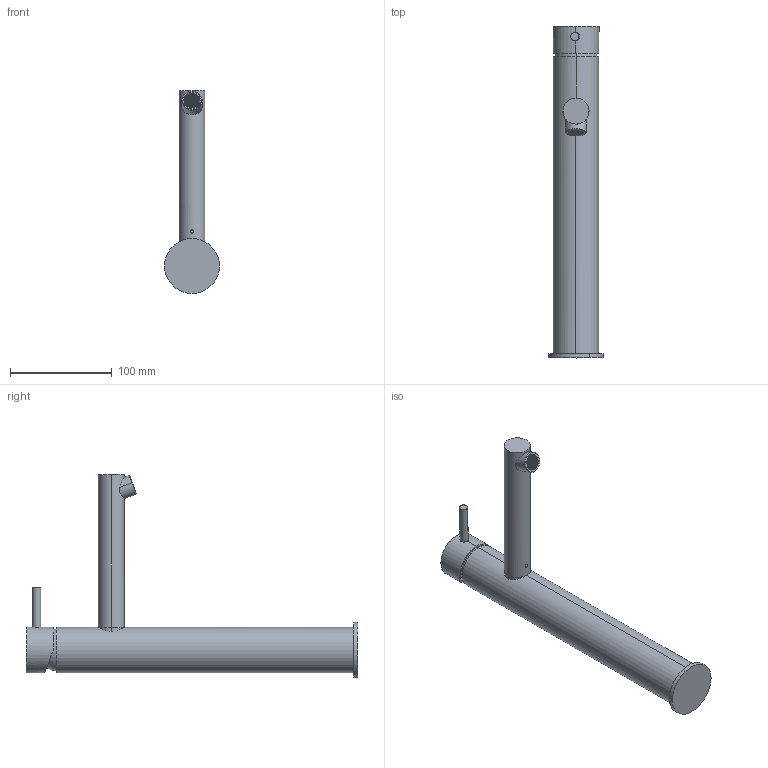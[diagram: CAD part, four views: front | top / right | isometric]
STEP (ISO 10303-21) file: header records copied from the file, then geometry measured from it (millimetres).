
FILE_DESCRIPTION (( 'STEP AP214' ), '1' );
FILE_NAME ('SUSSEX_SCALA_SEBM15_extended_basin_mixer_with_150mm_outlet_shell.STEP', '2021-08-01T23:50:21', ( '' ), ( '' ), 'SwSTEP 2.0', 'SolidWorks 2020', '' );
FILE_SCHEMA (( 'AUTOMOTIVE_DESIGN' ));
Length unit declared in the file: millimetre
Products named in the file (1): SUSSEX_SCALA_SEBM15_extended_basin_mixer_with_150mm_outlet_shell
Bounding box: 54 x 325.8 x 199.22 mm (x, y, z)
Volume: 125720.5 mm3; surface area: 125092 mm2
Topology: 8 solids, 8 shells, 1995 faces, 6075 edges, 4044 vertices
Faces by surface type: plane 1814, cylinder 86, bspline 66, cone 23, torus 6
Entity records: 70834 total; most frequent: CARTESIAN_POINT 15538, ORIENTED_EDGE 12148, DIRECTION 9946, EDGE_CURVE 6074, LINE 5526, VECTOR 5526, VERTEX_POINT 4044, EDGE_LOOP 2580
